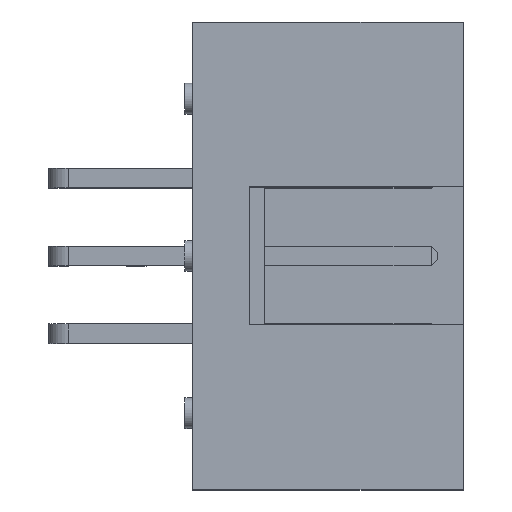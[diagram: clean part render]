
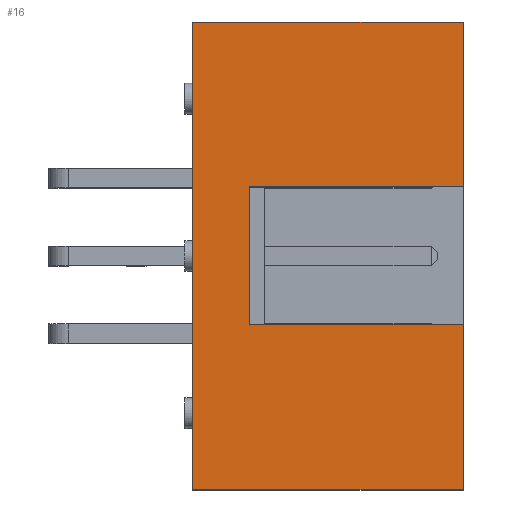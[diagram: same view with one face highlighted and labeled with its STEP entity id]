
A CAD part, top view. The second image highlights one B-rep face of the part: STEP entity #16.
In plain terms, the highlighted planar face has unit normal (0, 0, 1).
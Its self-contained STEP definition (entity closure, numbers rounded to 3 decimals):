
#16=ADVANCED_FACE('',(#17),#70,.T.);
#17=FACE_BOUND('',#18,.T.);
#18=EDGE_LOOP('',(#19,#28,#35,#41,#46,#54,#62,#68));
#19=ORIENTED_EDGE('',*,*,#20,.F.);
#20=EDGE_CURVE('',#21,#23,#25,.T.);
#21=VERTEX_POINT('',#22);
#22=CARTESIAN_POINT('',(4.38,5.1,9.095));
#23=VERTEX_POINT('',#24);
#24=CARTESIAN_POINT('',(13.23,5.1,9.095));
#25=LINE('',#22,#26);
#26=VECTOR('',#27,1.);
#27=DIRECTION('',(1.,0.,0.));
#28=ORIENTED_EDGE('',*,*,#29,.T.);
#29=EDGE_CURVE('',#21,#30,#32,.T.);
#30=VERTEX_POINT('',#31);
#31=CARTESIAN_POINT('',(4.38,-10.18,9.095));
#32=LINE('',#22,#33);
#33=VECTOR('',#34,1.);
#34=DIRECTION('',(0.,-1.,0.));
#35=ORIENTED_EDGE('',*,*,#36,.T.);
#36=EDGE_CURVE('',#30,#37,#39,.T.);
#37=VERTEX_POINT('',#38);
#38=CARTESIAN_POINT('',(13.23,-10.18,9.095));
#39=LINE('',#40,#26);
#40=CARTESIAN_POINT('',(6.73,-10.18,9.095));
#41=ORIENTED_EDGE('',*,*,#42,.F.);
#42=EDGE_CURVE('',#43,#37,#45,.T.);
#43=VERTEX_POINT('',#44);
#44=CARTESIAN_POINT('',(13.23,-4.79,9.095));
#45=LINE('',#24,#33);
#46=ORIENTED_EDGE('',*,*,#47,.T.);
#47=EDGE_CURVE('',#43,#48,#50,.T.);
#48=VERTEX_POINT('',#49);
#49=CARTESIAN_POINT('',(6.23,-4.79,9.095));
#50=LINE('',#51,#52);
#51=CARTESIAN_POINT('',(7.518,-4.79,9.095));
#52=VECTOR('',#53,1.);
#53=DIRECTION('',(-1.,0.,0.));
#54=ORIENTED_EDGE('',*,*,#55,.T.);
#55=EDGE_CURVE('',#48,#56,#58,.T.);
#56=VERTEX_POINT('',#57);
#57=CARTESIAN_POINT('',(6.23,-0.29,9.095));
#58=LINE('',#59,#60);
#59=CARTESIAN_POINT('',(6.23,-2.54,9.095));
#60=VECTOR('',#61,1.);
#61=DIRECTION('',(0.,1.,0.));
#62=ORIENTED_EDGE('',*,*,#63,.T.);
#63=EDGE_CURVE('',#56,#64,#66,.T.);
#64=VERTEX_POINT('',#65);
#65=CARTESIAN_POINT('',(13.23,-0.29,9.095));
#66=LINE('',#67,#26);
#67=CARTESIAN_POINT('',(7.518,-0.29,9.095));
#68=ORIENTED_EDGE('',*,*,#69,.F.);
#69=EDGE_CURVE('',#23,#64,#45,.T.);
#70=PLANE('',#71);
#71=AXIS2_PLACEMENT_3D('',#72,#73,#53);
#72=CARTESIAN_POINT('',(8.805,-2.54,9.095));
#73=DIRECTION('',(0.,-0.,1.));
